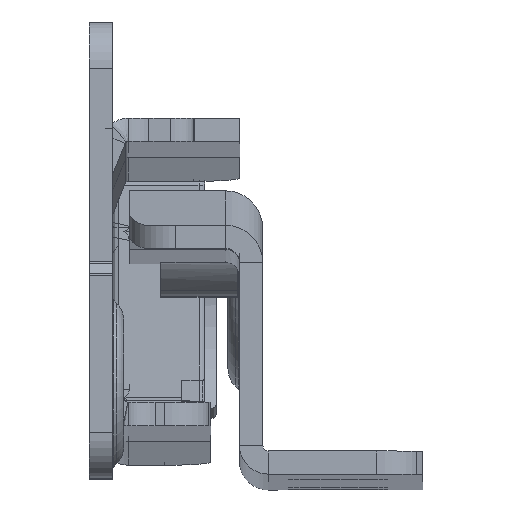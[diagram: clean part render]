
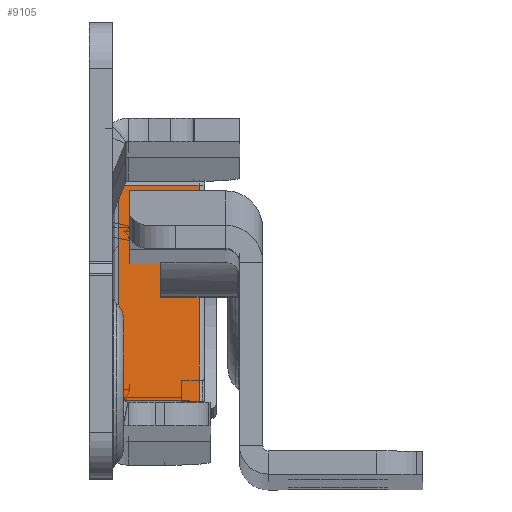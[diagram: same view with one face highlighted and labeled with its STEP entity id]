
A CAD part, top view. The second image highlights one B-rep face of the part: STEP entity #9105.
In plain terms, the highlighted face is planar.
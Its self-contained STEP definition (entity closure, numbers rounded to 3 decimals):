
#175 = VECTOR ( 'NONE', #6037, 1000. ) ;
#314 = AXIS2_PLACEMENT_3D ( 'NONE', #5745, #4760, #12808 ) ;
#465 = VERTEX_POINT ( 'NONE', #3692 ) ;
#619 = EDGE_CURVE ( 'NONE', #2464, #755, #6893, .T. ) ;
#755 = VERTEX_POINT ( 'NONE', #12278 ) ;
#813 = DIRECTION ( 'NONE',  ( 0., 0., -1. ) ) ;
#821 = PLANE ( 'NONE',  #314 ) ;
#874 = CARTESIAN_POINT ( 'NONE',  ( 0., -11., 8. ) ) ;
#1711 = LINE ( 'NONE', #874, #5880 ) ;
#1720 = FACE_OUTER_BOUND ( 'NONE', #10759, .T. ) ;
#1882 = CARTESIAN_POINT ( 'NONE',  ( 0., -11., 0.5 ) ) ;
#2464 = VERTEX_POINT ( 'NONE', #10691 ) ;
#2734 = ORIENTED_EDGE ( 'NONE', *, *, #12621, .F. ) ;
#2870 = VERTEX_POINT ( 'NONE', #11920 ) ;
#2878 = LINE ( 'NONE', #1882, #175 ) ;
#3614 = VECTOR ( 'NONE', #5159, 1000. ) ;
#3692 = CARTESIAN_POINT ( 'NONE',  ( 0., -11., 0.5 ) ) ;
#4102 = LINE ( 'NONE', #7098, #3614 ) ;
#4760 = DIRECTION ( 'NONE',  ( -1., 0., 0. ) ) ;
#5159 = DIRECTION ( 'NONE',  ( 0., 0., -1. ) ) ;
#5745 = CARTESIAN_POINT ( 'NONE',  ( 0., -11., 8. ) ) ;
#5880 = VECTOR ( 'NONE', #813, 1000. ) ;
#6037 = DIRECTION ( 'NONE',  ( 0., -1., 0. ) ) ;
#6652 = EDGE_CURVE ( 'NONE', #2870, #465, #2878, .T. ) ;
#6832 = CARTESIAN_POINT ( 'NONE',  ( 0., -11., 7.5 ) ) ;
#6893 = LINE ( 'NONE', #6832, #10004 ) ;
#7098 = CARTESIAN_POINT ( 'NONE',  ( 0., 11., 8. ) ) ;
#8346 = ORIENTED_EDGE ( 'NONE', *, *, #10332, .T. ) ;
#8449 = ORIENTED_EDGE ( 'NONE', *, *, #6652, .T. ) ;
#9105 = ADVANCED_FACE ( 'NONE', ( #1720 ), #821, .T. ) ;
#10004 = VECTOR ( 'NONE', #10920, 1000. ) ;
#10332 = EDGE_CURVE ( 'NONE', #755, #2870, #4102, .T. ) ;
#10691 = CARTESIAN_POINT ( 'NONE',  ( 0., -11., 7.5 ) ) ;
#10759 = EDGE_LOOP ( 'NONE', ( #8346, #8449, #2734, #12416 ) ) ;
#10920 = DIRECTION ( 'NONE',  ( 0., 1., 0. ) ) ;
#11920 = CARTESIAN_POINT ( 'NONE',  ( 0., 11., 0.5 ) ) ;
#12278 = CARTESIAN_POINT ( 'NONE',  ( 0., 11., 7.5 ) ) ;
#12416 = ORIENTED_EDGE ( 'NONE', *, *, #619, .T. ) ;
#12621 = EDGE_CURVE ( 'NONE', #2464, #465, #1711, .T. ) ;
#12808 = DIRECTION ( 'NONE',  ( 0., 0., 1. ) ) ;
